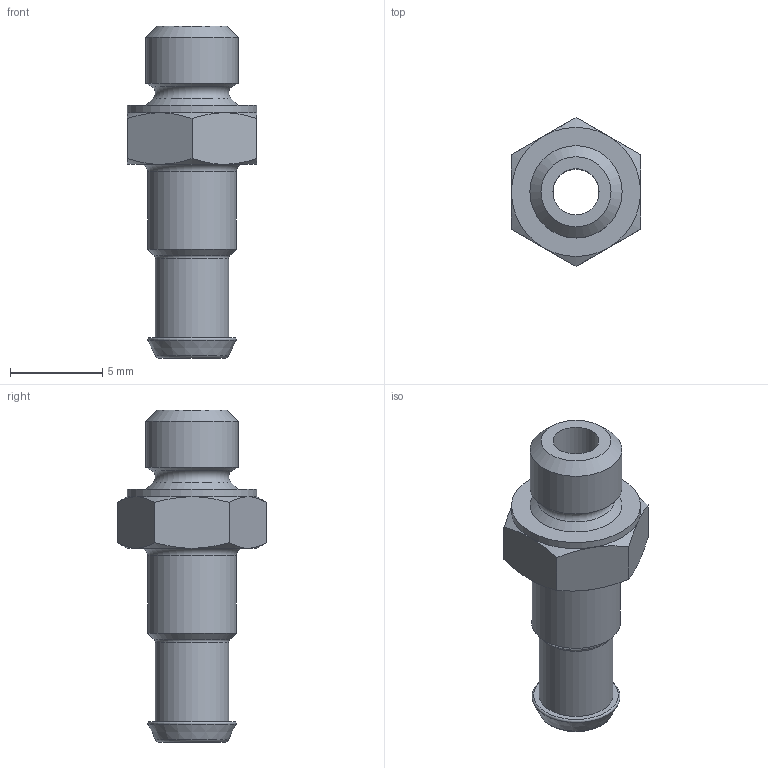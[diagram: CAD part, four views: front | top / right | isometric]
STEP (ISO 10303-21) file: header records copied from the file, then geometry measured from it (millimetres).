
FILE_DESCRIPTION(/* description */ ('STEP AP214'),/* implementation_level */ '2;1');
FILE_NAME(/* name */ '4902_N-M5-PK-4',/* time_stamp */ '2024-09-12T09:15:34+02:00',/* author */ ('License CC BY-ND 4.0'),/* organization */ ('CADENAS'),/* preprocessor_version */ 'ST-DEVELOPER v19.3',/* originating_system */ 'PARTsolutions',/* authorisation */ ' ');
FILE_SCHEMA (('AUTOMOTIVE_DESIGN {1 0 10303 214 3 1 1}'));
Length unit declared in the file: millimetre
Products named in the file (1): 4902 N-M5-PK-4
Bounding box: 7 x 8.08 x 18 mm (x, y, z)
Volume: 283 mm3; surface area: 499 mm2
Topology: 1 solids, 1 shells, 38 faces, 76 edges, 43 vertices
Faces by surface type: cone 17, plane 11, cylinder 5, torus 5
Full cylindrical faces by diameter (mm): 2.5 x1, 4 x1, 4.8 x1, 5 x1, 7 x1
Entity records: 950 total; most frequent: CARTESIAN_POINT 215, DIRECTION 146, ORIENTED_EDGE 122, AXIS2_PLACEMENT_3D 70, EDGE_CURVE 61, EDGE_LOOP 58, FACE_BOUND 58, VERTEX_POINT 43
